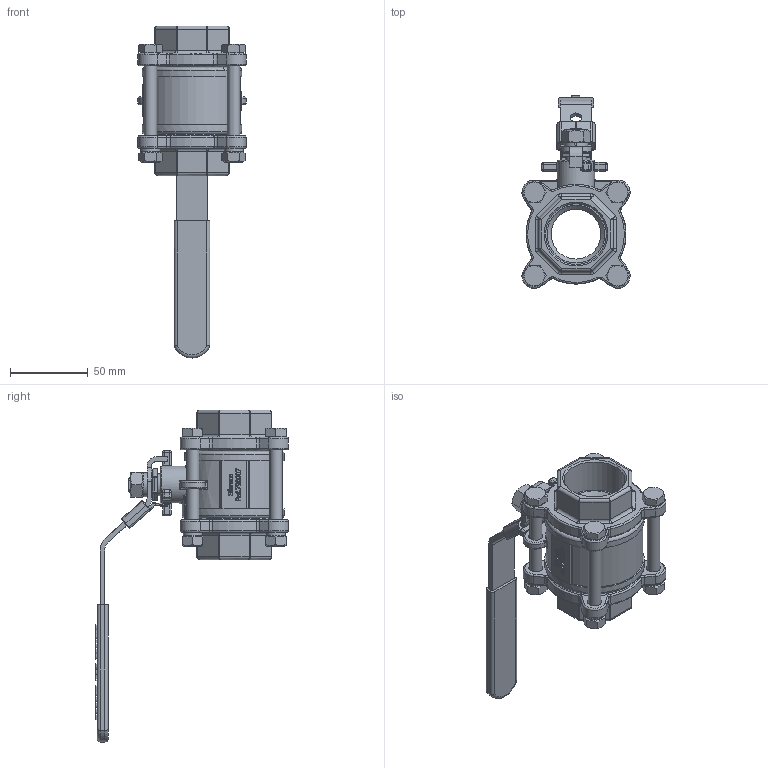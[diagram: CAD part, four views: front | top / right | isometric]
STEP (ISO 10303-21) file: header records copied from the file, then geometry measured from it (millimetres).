
FILE_DESCRIPTION(/* description */ ('790007'),/* implementation_level */ '2;1');
FILE_NAME(/* name */ '790007.stp',/* time_stamp */ '2015-06-02T16:10:35+02:00',/* author */ ('jmorand'),/* organization */ ('Sferaco'),/* preprocessor_version */ 'ST-DEVELOPER v15.6',/* originating_system */ 'Autodesk Inventor 2015',/* authorisation */ '');
FILE_SCHEMA (('AUTOMOTIVE_DESIGN { 1 0 10303 214 3 1 1 }'));
Length unit declared in the file: millimetre
Products named in the file (1): 790007_bd
Bounding box: 69.39 x 123.69 x 213 mm (x, y, z)
Volume: 227391.2 mm3; surface area: 65844.6 mm2
Topology: 1 solids, 2 shells, 1575 faces, 3998 edges, 2487 vertices
Faces by surface type: plane 634, bspline 442, cylinder 291, torus 130, cone 54, sphere 24
Full cylindrical faces by diameter (mm): 7.6 x1, 8 x4, 9 x10, 10 x1, 13 x4, 14 x1, 24 x1, 32 x1, 38.952 x2, 64 x1
Entity records: 52495 total; most frequent: CARTESIAN_POINT 16251, ORIENTED_EDGE 7774, DIRECTION 6063, EDGE_CURVE 3887, VERTEX_POINT 2459, AXIS2_PLACEMENT_3D 2040, LINE 1983, VECTOR 1983
